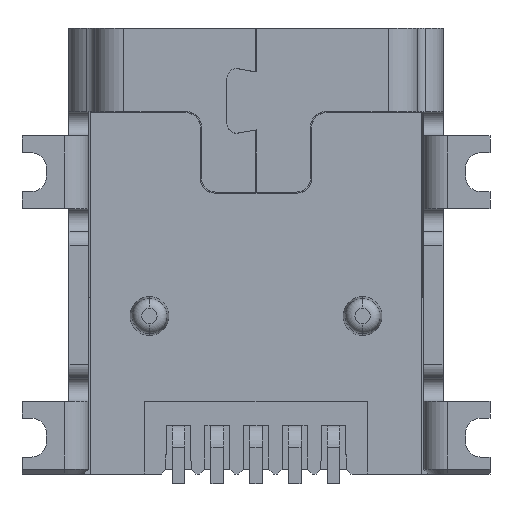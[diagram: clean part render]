
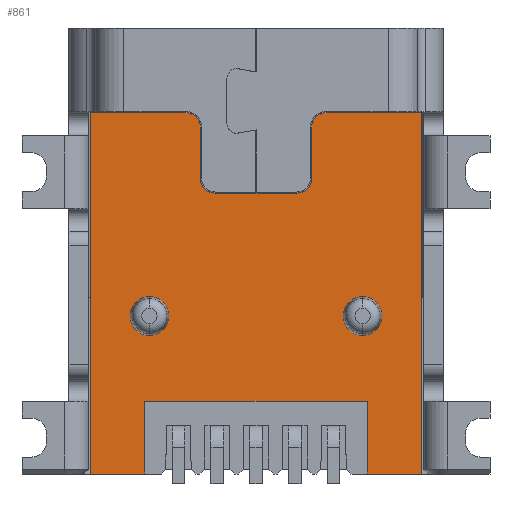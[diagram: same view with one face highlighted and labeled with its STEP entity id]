
A CAD part, front view. The second image highlights one B-rep face of the part: STEP entity #861.
In plain terms, the highlighted planar face has unit normal (0, -1, 0).
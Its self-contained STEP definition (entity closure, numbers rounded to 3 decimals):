
#861=ADVANCED_FACE('NONE',(#2311,#2312,#2313),#2314,.F.);
#2311=FACE_OUTER_BOUND('',#4558,.T.);
#2312=FACE_BOUND('',#4559,.T.);
#2313=FACE_BOUND('',#4560,.T.);
#2314=PLANE('',#4561);
#4558=EDGE_LOOP('',(#7270,#7271,#7272,#7273,#7274,#7275,#7276,#7277,#7278,#7279,#7280,#7281,#7282,#7283,#7284,#7285));
#4559=EDGE_LOOP('',(#7286,#7287));
#4560=EDGE_LOOP('',(#7288,#7289));
#4561=AXIS2_PLACEMENT_3D('',#7290,#7291,#7292);
#7270=ORIENTED_EDGE('',*,*,#13029,.F.);
#7271=ORIENTED_EDGE('',*,*,#13030,.T.);
#7272=ORIENTED_EDGE('',*,*,#12998,.T.);
#7273=ORIENTED_EDGE('',*,*,#13003,.T.);
#7274=ORIENTED_EDGE('',*,*,#13008,.T.);
#7275=ORIENTED_EDGE('',*,*,#12990,.T.);
#7276=ORIENTED_EDGE('',*,*,#12986,.T.);
#7277=ORIENTED_EDGE('',*,*,#12984,.T.);
#7278=ORIENTED_EDGE('',*,*,#12978,.T.);
#7279=ORIENTED_EDGE('',*,*,#12975,.T.);
#7280=ORIENTED_EDGE('',*,*,#13015,.T.);
#7281=ORIENTED_EDGE('',*,*,#13018,.T.);
#7282=ORIENTED_EDGE('',*,*,#13031,.F.);
#7283=ORIENTED_EDGE('',*,*,#13032,.T.);
#7284=ORIENTED_EDGE('',*,*,#13022,.T.);
#7285=ORIENTED_EDGE('',*,*,#13027,.T.);
#7286=ORIENTED_EDGE('',*,*,#12927,.T.);
#7287=ORIENTED_EDGE('',*,*,#12930,.T.);
#7288=ORIENTED_EDGE('',*,*,#12934,.T.);
#7289=ORIENTED_EDGE('',*,*,#12945,.T.);
#7290=CARTESIAN_POINT('',(-3.41,0.0,-3.64));
#7291=DIRECTION('',(0.0,1.0,0.0));
#7292=DIRECTION('',(1.0,0.0,-0.0));
#12927=EDGE_CURVE('NONE',#15328,#15326,#15329,.T.);
#12930=EDGE_CURVE('NONE',#15326,#15328,#15332,.T.);
#12934=EDGE_CURVE('NONE',#15339,#15337,#15340,.T.);
#12945=EDGE_CURVE('NONE',#15337,#15339,#15353,.T.);
#12975=EDGE_CURVE('NONE',#15401,#15399,#15402,.T.);
#12978=EDGE_CURVE('NONE',#15405,#15401,#15406,.T.);
#12984=EDGE_CURVE('NONE',#15411,#15405,#15415,.T.);
#12986=EDGE_CURVE('NONE',#15417,#15411,#15418,.T.);
#12990=EDGE_CURVE('NONE',#15423,#15417,#15424,.T.);
#12998=EDGE_CURVE('NONE',#15438,#15436,#15439,.T.);
#13003=EDGE_CURVE('NONE',#15436,#15446,#15447,.T.);
#13008=EDGE_CURVE('NONE',#15446,#15423,#15453,.T.);
#13015=EDGE_CURVE('NONE',#15399,#15460,#15462,.T.);
#13018=EDGE_CURVE('NONE',#15460,#15464,#15466,.T.);
#13022=EDGE_CURVE('NONE',#15473,#15471,#15474,.T.);
#13027=EDGE_CURVE('NONE',#15471,#15479,#15481,.T.);
#13029=EDGE_CURVE('NONE',#15483,#15479,#15484,.T.);
#13030=EDGE_CURVE('NONE',#15483,#15438,#15485,.T.);
#13031=EDGE_CURVE('NONE',#15486,#15464,#15487,.T.);
#13032=EDGE_CURVE('NONE',#15486,#15473,#15488,.T.);
#15326=VERTEX_POINT('NONE',#18810);
#15328=VERTEX_POINT('NONE',#18813);
#15329=CIRCLE('',#18814,0.4);
#15332=CIRCLE('',#18818,0.4);
#15337=VERTEX_POINT('NONE',#18823);
#15339=VERTEX_POINT('NONE',#18826);
#15340=CIRCLE('',#18827,0.4);
#15353=CIRCLE('',#18841,0.4);
#15399=VERTEX_POINT('NONE',#18920);
#15401=VERTEX_POINT('NONE',#18923);
#15402=CIRCLE('',#18924,0.3);
#15405=VERTEX_POINT('NONE',#18928);
#15406=LINE('',#18929,#18930);
#15411=VERTEX_POINT('NONE',#18937);
#15415=CIRCLE('',#18947,0.3);
#15417=VERTEX_POINT('NONE',#18949);
#15418=LINE('',#18950,#18951);
#15423=VERTEX_POINT('NONE',#18958);
#15424=CIRCLE('',#18959,0.3);
#15436=VERTEX_POINT('NONE',#18985);
#15438=VERTEX_POINT('NONE',#18988);
#15439=LINE('',#18989,#18990);
#15446=VERTEX_POINT('NONE',#19000);
#15447=CIRCLE('',#19001,0.3);
#15453=LINE('',#19014,#19015);
#15460=VERTEX_POINT('NONE',#19025);
#15462=LINE('',#19028,#19029);
#15464=VERTEX_POINT('NONE',#19031);
#15466=LINE('',#19034,#19035);
#15471=VERTEX_POINT('NONE',#19041);
#15473=VERTEX_POINT('NONE',#19044);
#15474=LINE('',#19045,#19046);
#15479=VERTEX_POINT('NONE',#19053);
#15481=LINE('',#19056,#19057);
#15483=VERTEX_POINT('NONE',#19059);
#15484=LINE('',#19060,#19061);
#15485=LINE('',#19062,#19063);
#15486=VERTEX_POINT('NONE',#19064);
#15487=LINE('',#19065,#19066);
#15488=LINE('',#19067,#19068);
#18810=CARTESIAN_POINT('',(-2.2,0.0,-0.78));
#18813=CARTESIAN_POINT('',(-2.2,0.0,0.02));
#18814=AXIS2_PLACEMENT_3D('',#23629,#23630,#23631);
#18818=AXIS2_PLACEMENT_3D('',#23633,#23634,#23635);
#18823=CARTESIAN_POINT('',(2.2,0.0,0.02));
#18826=CARTESIAN_POINT('',(2.2,0.0,-0.78));
#18827=AXIS2_PLACEMENT_3D('',#23640,#23641,#23642);
#18841=AXIS2_PLACEMENT_3D('',#23659,#23660,#23661);
#18920=CARTESIAN_POINT('',(-1.45,0.0,3.82));
#18923=CARTESIAN_POINT('',(-1.15,0.0,3.52));
#18924=AXIS2_PLACEMENT_3D('',#23681,#23682,#23683);
#18928=CARTESIAN_POINT('',(-1.15,0.0,2.46));
#18929=CARTESIAN_POINT('',(-1.15,0.0,2.46));
#18930=VECTOR('',#23685,1000.0);
#18937=CARTESIAN_POINT('',(-0.85,0.0,2.16));
#18947=AXIS2_PLACEMENT_3D('',#23689,#23690,#23691);
#18949=CARTESIAN_POINT('',(0.85,0.0,2.16));
#18950=CARTESIAN_POINT('',(0.85,0.0,2.16));
#18951=VECTOR('',#23692,1000.0);
#18958=CARTESIAN_POINT('',(1.15,0.0,2.46));
#18959=AXIS2_PLACEMENT_3D('',#23695,#23696,#23697);
#18985=CARTESIAN_POINT('',(1.45,0.0,3.82));
#18988=CARTESIAN_POINT('',(3.41,0.0,3.82));
#18989=CARTESIAN_POINT('',(3.41,0.0,3.82));
#18990=VECTOR('',#23702,1000.0);
#19000=CARTESIAN_POINT('',(1.15,0.0,3.52));
#19001=AXIS2_PLACEMENT_3D('',#23706,#23707,#23708);
#19014=CARTESIAN_POINT('',(1.15,0.0,3.52));
#19015=VECTOR('',#23711,1000.0);
#19025=CARTESIAN_POINT('',(-3.41,0.0,3.82));
#19028=CARTESIAN_POINT('',(-1.45,0.0,3.82));
#19029=VECTOR('',#23716,1000.0);
#19031=CARTESIAN_POINT('',(-3.41,0.0,-3.64));
#19034=CARTESIAN_POINT('',(-3.41,0.0,3.82));
#19035=VECTOR('',#23718,1000.0);
#19041=CARTESIAN_POINT('',(2.3,0.0,-2.14));
#19044=CARTESIAN_POINT('',(-2.3,0.0,-2.14));
#19045=CARTESIAN_POINT('',(-2.3,0.0,-2.14));
#19046=VECTOR('',#23721,1000.0);
#19053=CARTESIAN_POINT('',(2.3,0.0,-3.64));
#19056=CARTESIAN_POINT('',(2.3,0.0,-2.14));
#19057=VECTOR('',#23725,1000.0);
#19059=CARTESIAN_POINT('',(3.41,0.0,-3.64));
#19060=CARTESIAN_POINT('',(3.41,0.0,-3.64));
#19061=VECTOR('',#23726,1000.0);
#19062=CARTESIAN_POINT('',(3.41,0.0,-3.64));
#19063=VECTOR('',#23727,1000.0);
#19064=CARTESIAN_POINT('',(-2.3,0.0,-3.64));
#19065=CARTESIAN_POINT('',(-2.3,0.0,-3.64));
#19066=VECTOR('',#23728,1000.0);
#19067=CARTESIAN_POINT('',(-2.3,0.0,-3.64));
#19068=VECTOR('',#23729,1000.0);
#23629=CARTESIAN_POINT('',(-2.2,0.0,-0.38));
#23630=DIRECTION('',(0.0,1.0,0.0));
#23631=DIRECTION('',(0.0,0.0,1.0));
#23633=CARTESIAN_POINT('',(-2.2,0.0,-0.38));
#23634=DIRECTION('',(0.0,1.0,0.0));
#23635=DIRECTION('',(0.0,0.0,-1.0));
#23640=CARTESIAN_POINT('',(2.2,0.0,-0.38));
#23641=DIRECTION('',(0.0,1.0,0.0));
#23642=DIRECTION('',(0.0,0.0,-1.0));
#23659=CARTESIAN_POINT('',(2.2,0.0,-0.38));
#23660=DIRECTION('',(0.0,1.0,0.0));
#23661=DIRECTION('',(0.0,0.0,1.0));
#23681=CARTESIAN_POINT('',(-1.45,0.0,3.52));
#23682=DIRECTION('',(0.0,-1.0,0.0));
#23683=DIRECTION('',(1.0,0.0,0.));
#23685=DIRECTION('',(0.0,0.0,1.0));
#23689=CARTESIAN_POINT('',(-0.85,0.0,2.46));
#23690=DIRECTION('',(0.0,1.0,0.0));
#23691=DIRECTION('',(0.,0.0,-1.));
#23692=DIRECTION('',(-1.0,0.0,0.0));
#23695=CARTESIAN_POINT('',(0.85,0.0,2.46));
#23696=DIRECTION('',(-0.0,1.0,0.0));
#23697=DIRECTION('',(1.0,0.0,0.));
#23702=DIRECTION('',(-1.0,0.0,0.0));
#23706=CARTESIAN_POINT('',(1.45,0.0,3.52));
#23707=DIRECTION('',(0.0,-1.0,0.0));
#23708=DIRECTION('',(0.,0.0,1.0));
#23711=DIRECTION('',(0.0,0.0,-1.0));
#23716=DIRECTION('',(-1.0,0.0,0.0));
#23718=DIRECTION('',(0.0,0.0,-1.0));
#23721=DIRECTION('',(1.0,0.0,0.0));
#23725=DIRECTION('',(0.0,0.0,-1.0));
#23726=DIRECTION('',(-1.0,0.0,0.0));
#23727=DIRECTION('',(0.0,0.0,1.0));
#23728=DIRECTION('',(-1.0,0.0,0.0));
#23729=DIRECTION('',(0.0,0.0,1.0));
